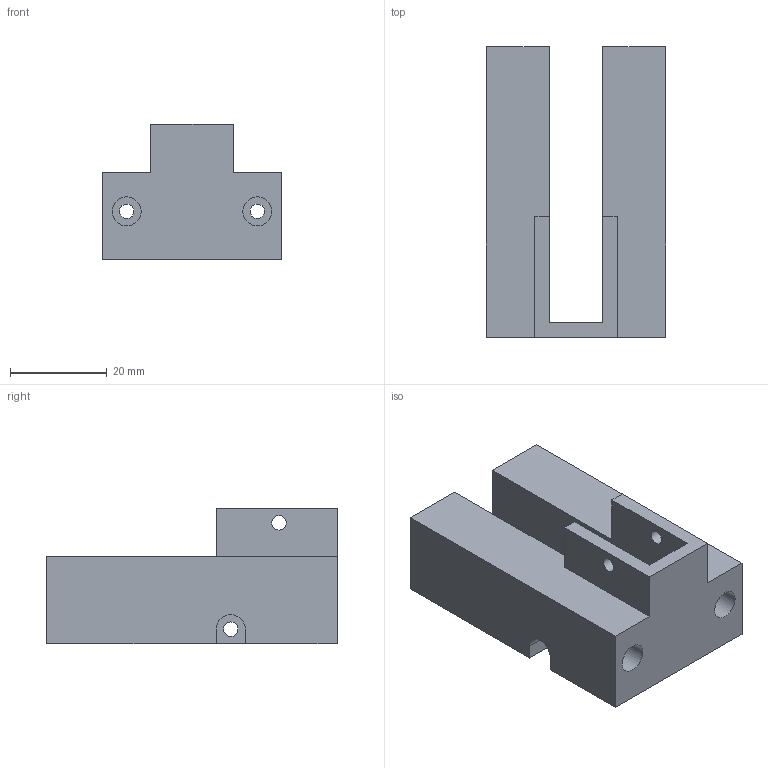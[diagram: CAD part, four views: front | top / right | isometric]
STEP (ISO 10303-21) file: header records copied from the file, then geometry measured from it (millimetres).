
FILE_DESCRIPTION((' '),'2;1');
FILE_NAME('Limit_y.stp','2014-03-09T15:35:38',(' '),(' '),' ','ACIS',' ');
FILE_SCHEMA(('CONFIG_CONTROL_DESIGN'));
Length unit declared in the file: millimetre
Products named in the file (1): Limit_y.stp
Bounding box: 37 x 60 x 28 mm (x, y, z)
Volume: 26595.6 mm3; surface area: 12394.5 mm2
Topology: 1 solids, 1 shells, 34 faces, 94 edges, 64 vertices
Faces by surface type: plane 24, cylinder 10
Full cylindrical faces by diameter (mm): 3 x6, 6 x2
Entity records: 1145 total; most frequent: CARTESIAN_POINT 177, DIRECTION 172, ORIENTED_EDGE 164, EDGE_CURVE 82, VECTOR 62, LINE 62, VERTEX_POINT 60, EDGE_LOOP 56
